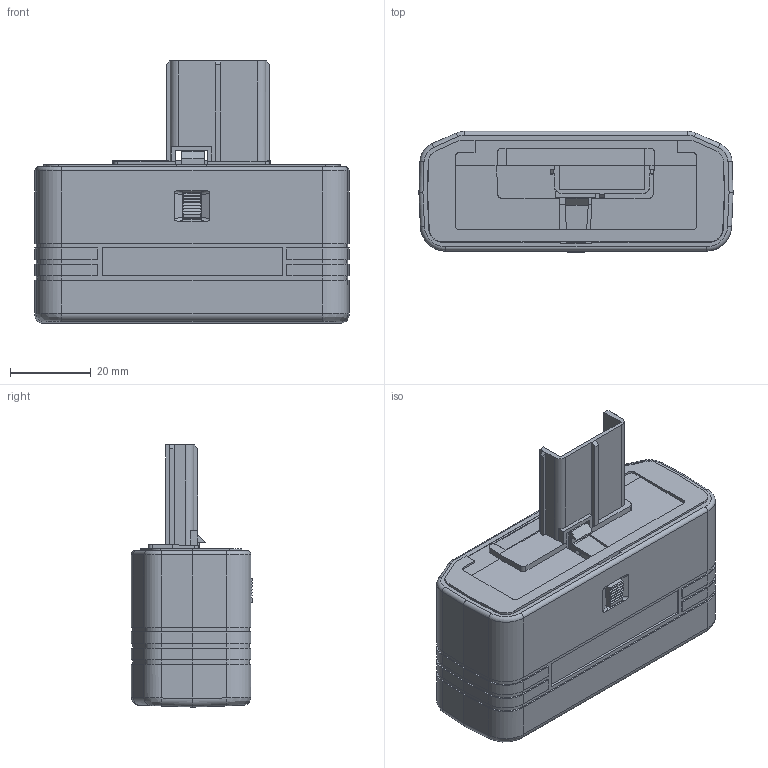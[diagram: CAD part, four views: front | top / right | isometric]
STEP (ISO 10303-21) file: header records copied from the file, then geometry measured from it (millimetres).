
FILE_DESCRIPTION((''),'2;1');
FILE_NAME('ASS','2025-01-28T',(''),(''),'PRO/ENGINEER BY PARAMETRIC TECHNOLOGY CORPORATION, 2003250','PRO/ENGINEER BY PARAMETRIC TECHNOLOGY CORPORATION, 2003250','');
FILE_SCHEMA(('CONFIG_CONTROL_DESIGN'));
Length unit declared in the file: millimetre
Products named in the file (4): TOP_SLOT_HOUSING_CASE_LARGE_OUT; TOP_SLOT_HOUSING_CASE_LARGE_SLO; TOP_SLOT_HOUSING_CASE_LARGE_FOA; ASS
Assembly tree (3 placements, depth 2):
  ASS
    TOP_SLOT_HOUSING_CASE_LARGE_OUT
    TOP_SLOT_HOUSING_CASE_LARGE_SLO
    TOP_SLOT_HOUSING_CASE_LARGE_FOA
Bounding box: 77.77 x 30.03 x 64.9 mm (x, y, z)
Volume: 27382.2 mm3; surface area: 29888.6 mm2
Topology: 3 solids, 3 shells, 611 faces, 1569 edges, 962 vertices
Faces by surface type: plane 442, cylinder 95, cone 62, torus 6, bspline 6
Entity records: 18517 total; most frequent: CARTESIAN_POINT 3685, ORIENTED_EDGE 3138, DIRECTION 2927, EDGE_CURVE 1569, VECTOR 1283, LINE 1283, VERTEX_POINT 962, AXIS2_PLACEMENT_3D 822
